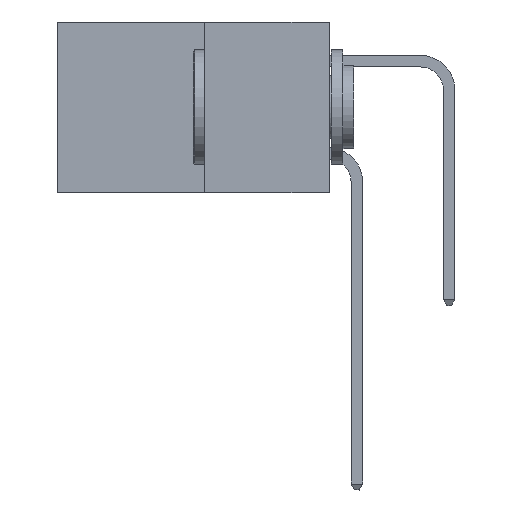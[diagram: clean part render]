
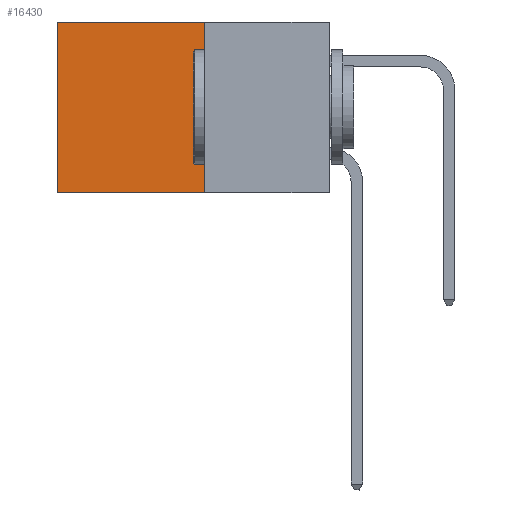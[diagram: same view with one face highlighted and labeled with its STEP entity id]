
A CAD part, left-side view. The second image highlights one B-rep face of the part: STEP entity #16430.
In plain terms, the highlighted planar face has unit normal (-1, 0, 0).
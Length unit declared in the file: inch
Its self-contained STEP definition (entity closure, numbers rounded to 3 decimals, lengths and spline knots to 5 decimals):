
#3191 = DIRECTION ( 'NONE',  ( 0., 0., -1. ) ) ;
#3662 = CARTESIAN_POINT ( 'NONE',  ( 0.277, 0.59, -0.37 ) ) ;
#3789 = CARTESIAN_POINT ( 'NONE',  ( 0.277, 0.27, -0.37 ) ) ;
#4242 = LINE ( 'NONE', #25518, #25438 ) ;
#4584 = ORIENTED_EDGE ( 'NONE', *, *, #5730, .T. ) ;
#5328 = CARTESIAN_POINT ( 'NONE',  ( 0.277, 0.27, -0.37 ) ) ;
#5730 = EDGE_CURVE ( 'NONE', #11847, #9406, #24130, .T. ) ;
#6535 = EDGE_CURVE ( 'NONE', #21418, #9406, #9900, .T. ) ;
#6693 = EDGE_LOOP ( 'NONE', ( #4584, #15618, #21807, #7537 ) ) ;
#7349 = DIRECTION ( 'NONE',  ( 0., 0., -1. ) ) ;
#7537 = ORIENTED_EDGE ( 'NONE', *, *, #16893, .T. ) ;
#7908 = EDGE_CURVE ( 'NONE', #7993, #21418, #15252, .T. ) ;
#7993 = VERTEX_POINT ( 'NONE', #12042 ) ;
#9324 = DIRECTION ( 'NONE',  ( 0., 0., -1. ) ) ;
#9406 = VERTEX_POINT ( 'NONE', #3662 ) ;
#9616 = VECTOR ( 'NONE', #3191, 39.37008 ) ;
#9900 = LINE ( 'NONE', #13897, #20446 ) ;
#9967 = FACE_OUTER_BOUND ( 'NONE', #6693, .T. ) ;
#11769 = DIRECTION ( 'NONE',  ( 0., 1., 0. ) ) ;
#11847 = VERTEX_POINT ( 'NONE', #25500 ) ;
#12042 = CARTESIAN_POINT ( 'NONE',  ( 0.277, 0.27, 0. ) ) ;
#13660 = CARTESIAN_POINT ( 'NONE',  ( 0.277, 0.59, -0.37 ) ) ;
#13897 = CARTESIAN_POINT ( 'NONE',  ( 0.277, 0.27, -0.37 ) ) ;
#15252 = LINE ( 'NONE', #5328, #9616 ) ;
#15618 = ORIENTED_EDGE ( 'NONE', *, *, #6535, .F. ) ;
#16430 = ADVANCED_FACE ( 'NONE', ( #9967 ), #17696, .F. ) ;
#16893 = EDGE_CURVE ( 'NONE', #7993, #11847, #4242, .T. ) ;
#17696 = PLANE ( 'NONE',  #22637 ) ;
#18503 = VECTOR ( 'NONE', #7349, 39.37008 ) ;
#19835 = CARTESIAN_POINT ( 'NONE',  ( 0.277, 0.27, -0.37 ) ) ;
#20446 = VECTOR ( 'NONE', #11769, 39.37008 ) ;
#21214 = DIRECTION ( 'NONE',  ( 0., 1., 0. ) ) ;
#21418 = VERTEX_POINT ( 'NONE', #3789 ) ;
#21807 = ORIENTED_EDGE ( 'NONE', *, *, #7908, .F. ) ;
#21969 = DIRECTION ( 'NONE',  ( 1., 0., 0. ) ) ;
#22637 = AXIS2_PLACEMENT_3D ( 'NONE', #19835, #21969, #9324 ) ;
#24130 = LINE ( 'NONE', #13660, #18503 ) ;
#25438 = VECTOR ( 'NONE', #21214, 39.37008 ) ;
#25500 = CARTESIAN_POINT ( 'NONE',  ( 0.277, 0.59, 0. ) ) ;
#25518 = CARTESIAN_POINT ( 'NONE',  ( 0.277, 0.27, 0. ) ) ;
